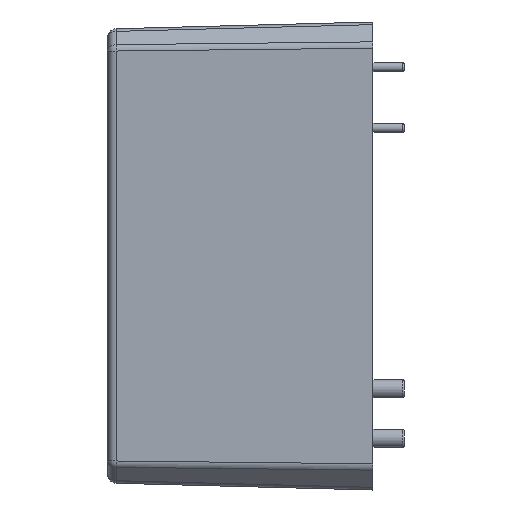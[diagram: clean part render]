
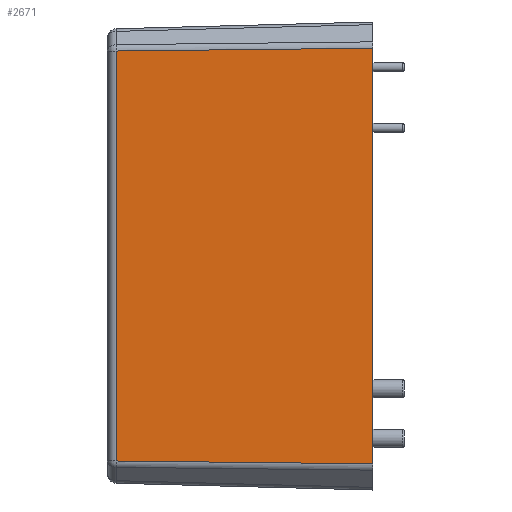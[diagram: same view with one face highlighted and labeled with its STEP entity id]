
A CAD part, left-side view. The second image highlights one B-rep face of the part: STEP entity #2671.
In plain terms, the highlighted planar face has unit normal (-1, 0.026, 0).
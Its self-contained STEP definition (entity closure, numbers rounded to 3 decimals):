
#225 = DIRECTION ( 'NONE',  ( -0.026, -1., 0. ) ) ;
#386 = ORIENTED_EDGE ( 'NONE', *, *, #3784, .T. ) ;
#597 = DIRECTION ( 'NONE',  ( 0.026, 1., -0.011 ) ) ;
#598 = LINE ( 'NONE', #617, #4610 ) ;
#617 = CARTESIAN_POINT ( 'NONE',  ( -43.487, 0.505, -23.08 ) ) ;
#674 = CARTESIAN_POINT ( 'NONE',  ( -42.753, 28.526, 23.5 ) ) ;
#1027 = PLANE ( 'NONE',  #1576 ) ;
#1042 = CARTESIAN_POINT ( 'NONE',  ( -43.5, -0.004, 23.086 ) ) ;
#1175 = FACE_OUTER_BOUND ( 'NONE', #1207, .T. ) ;
#1176 = VECTOR ( 'NONE', #3438, 1000. ) ;
#1177 = ORIENTED_EDGE ( 'NONE', *, *, #3319, .T. ) ;
#1201 = CARTESIAN_POINT ( 'NONE',  ( -43.5, 0., 23.086 ) ) ;
#1207 = EDGE_LOOP ( 'NONE', ( #1367, #3236, #386, #1177 ) ) ;
#1367 = ORIENTED_EDGE ( 'NONE', *, *, #5163, .T. ) ;
#1441 = CARTESIAN_POINT ( 'NONE',  ( -43.5, 0., 23.5 ) ) ;
#1576 = AXIS2_PLACEMENT_3D ( 'NONE', #1441, #3956, #225 ) ;
#1617 = VERTEX_POINT ( 'NONE', #2346 ) ;
#1798 = CARTESIAN_POINT ( 'NONE',  ( -43.5, 0., -23.086 ) ) ;
#1843 = LINE ( 'NONE', #674, #5338 ) ;
#2080 = LINE ( 'NONE', #2190, #1176 ) ;
#2190 = CARTESIAN_POINT ( 'NONE',  ( -43.5, 0., 23.5 ) ) ;
#2346 = CARTESIAN_POINT ( 'NONE',  ( -42.753, 28.526, -22.777 ) ) ;
#2388 = LINE ( 'NONE', #1042, #4533 ) ;
#2671 = ADVANCED_FACE ( 'NONE', ( #1175 ), #1027, .T. ) ;
#3064 = VERTEX_POINT ( 'NONE', #3078 ) ;
#3078 = CARTESIAN_POINT ( 'NONE',  ( -42.753, 28.526, 22.777 ) ) ;
#3236 = ORIENTED_EDGE ( 'NONE', *, *, #4090, .T. ) ;
#3319 = EDGE_CURVE ( 'NONE', #4719, #3064, #2388, .T. ) ;
#3438 = DIRECTION ( 'NONE',  ( 0., 0., 1. ) ) ;
#3784 = EDGE_CURVE ( 'NONE', #3811, #4719, #2080, .T. ) ;
#3811 = VERTEX_POINT ( 'NONE', #1798 ) ;
#3956 = DIRECTION ( 'NONE',  ( -1., 0.026, 0. ) ) ;
#4090 = EDGE_CURVE ( 'NONE', #1617, #3811, #598, .T. ) ;
#4533 = VECTOR ( 'NONE', #597, 1000. ) ;
#4610 = VECTOR ( 'NONE', #5126, 1000. ) ;
#4719 = VERTEX_POINT ( 'NONE', #1201 ) ;
#5126 = DIRECTION ( 'NONE',  ( -0.026, -1., -0.011 ) ) ;
#5163 = EDGE_CURVE ( 'NONE', #3064, #1617, #1843, .T. ) ;
#5224 = DIRECTION ( 'NONE',  ( 0., 0., -1. ) ) ;
#5338 = VECTOR ( 'NONE', #5224, 1000. ) ;
